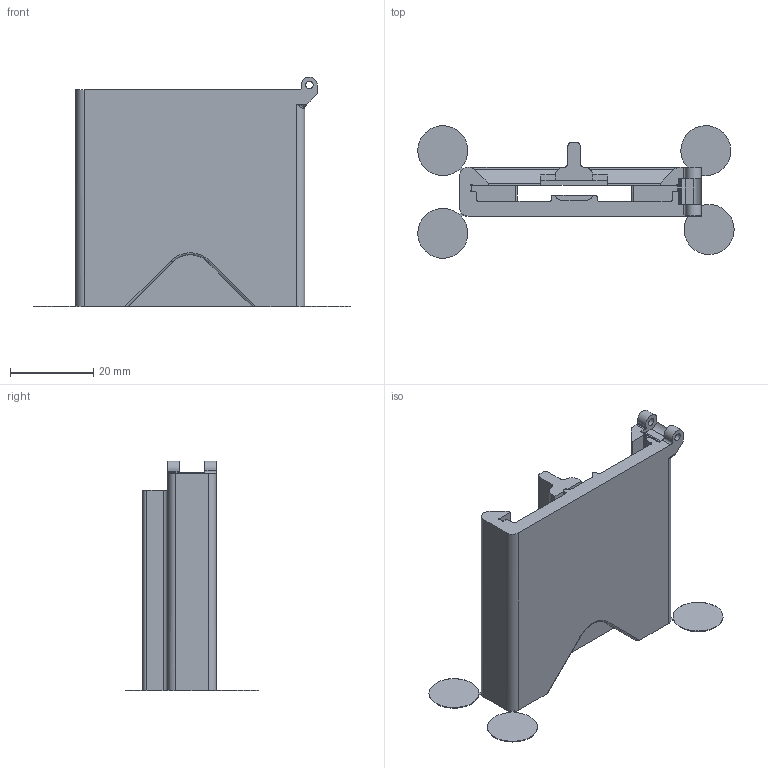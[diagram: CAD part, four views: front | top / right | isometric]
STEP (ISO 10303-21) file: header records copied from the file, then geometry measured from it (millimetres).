
FILE_DESCRIPTION(/* description */ (''),/* implementation_level */ '2;1');
FILE_NAME(/* name */ 'mcu-solder-tool.stp',/* time_stamp */ '2025-06-02T21:08:25+02:00',/* author */ ('David'),/* organization */ (''),/* preprocessor_version */ 'ST-DEVELOPER v19',/* originating_system */ 'Autodesk Inventor 2023',/* authorisation */ '');
FILE_SCHEMA (('AUTOMOTIVE_DESIGN { 1 0 10303 214 3 1 1 }'));
Length unit declared in the file: millimetre
Products named in the file (1): mcu-solder-tool
Bounding box: 75.94 x 31.84 x 55.2 mm (x, y, z)
Volume: 18781 mm3; surface area: 12962.3 mm2
Topology: 1 solids, 1 shells, 152 faces, 428 edges, 274 vertices
Faces by surface type: plane 81, cylinder 61, bspline 4, torus 4, sphere 2
Full cylindrical faces by diameter (mm): 1.82 x2
Entity records: 5126 total; most frequent: CARTESIAN_POINT 1060, DIRECTION 856, ORIENTED_EDGE 852, EDGE_CURVE 426, AXIS2_PLACEMENT_3D 287, LINE 282, VECTOR 282, VERTEX_POINT 274
